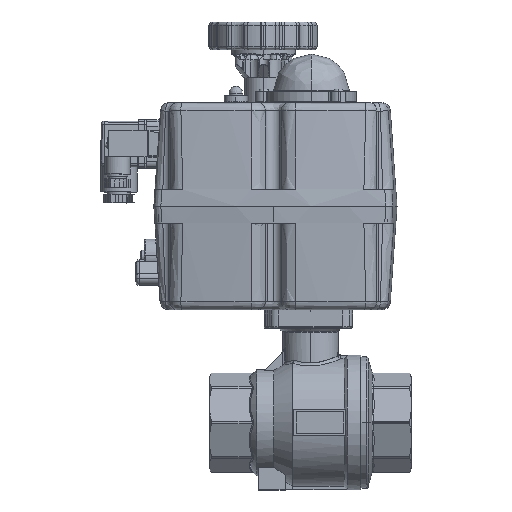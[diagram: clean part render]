
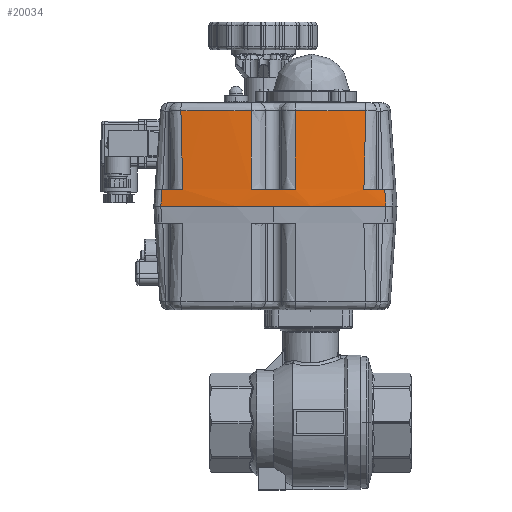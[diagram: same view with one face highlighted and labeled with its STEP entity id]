
A CAD part, top view. The second image highlights one B-rep face of the part: STEP entity #20034.
In plain terms, the highlighted conical face has half-angle 4 degrees and reference radius 403.75 mm.
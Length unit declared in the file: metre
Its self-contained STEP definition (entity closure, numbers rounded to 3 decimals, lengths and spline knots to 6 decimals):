
#1914 = VERTEX_POINT ( 'NONE', #34183 ) ;
#2183 = EDGE_CURVE ( 'NONE', #99611, #3588, #47345, .T. ) ;
#3137 = CARTESIAN_POINT ( 'NONE',  ( -0.110967, 0.064868, 0.170931 ) ) ;
#3588 = VERTEX_POINT ( 'NONE', #26910 ) ;
#4466 = CIRCLE ( 'NONE', #95665, 0.403051 ) ;
#4610 = CARTESIAN_POINT ( 'NONE',  ( 0.009787, 0.100481, 0.170233 ) ) ;
#6262 = ORIENTED_EDGE ( 'NONE', *, *, #86399, .T. ) ;
#7390 = ORIENTED_EDGE ( 'NONE', *, *, #42925, .T. ) ;
#9796 = ORIENTED_EDGE ( 'NONE', *, *, #28106, .T. ) ;
#16997 = CARTESIAN_POINT ( 'NONE',  ( -0.044601, 0.068201, -0.226854 ) ) ;
#17442 = ORIENTED_EDGE ( 'NONE', *, *, #132676, .T. ) ;
#17682 = CARTESIAN_POINT ( 'NONE',  ( 0.022236, 0.058201, 0.171325 ) ) ;
#20034 = ADVANCED_FACE ( 'NONE', ( #123041 ), #108947, .T. ) ;
#23336 = CARTESIAN_POINT ( 'NONE',  ( -0.044601, 0.068201, -0.226854 ) ) ;
#26910 = CARTESIAN_POINT ( 'NONE',  ( 0.009214, 0.068201, 0.172588 ) ) ;
#27909 = CARTESIAN_POINT ( 'NONE',  ( -0.111439, 0.058201, 0.171325 ) ) ;
#28023 = CARTESIAN_POINT ( 'NONE',  ( -0.098415, 0.068201, 0.172588 ) ) ;
#28106 = EDGE_CURVE ( 'NONE', #38445, #99611, #127555, .T. ) ;
#28940 = CARTESIAN_POINT ( 'NONE',  ( -0.05763, 0.099434, 0.173801 ) ) ;
#29535 = CARTESIAN_POINT ( 'NONE',  ( -0.098623, 0.084872, 0.171384 ) ) ;
#31143 = CARTESIAN_POINT ( 'NONE',  ( -0.044601, 0.058201, -0.226854 ) ) ;
#31146 = CARTESIAN_POINT ( 'NONE',  ( -0.031572, 0.099434, 0.173801 ) ) ;
#34183 = CARTESIAN_POINT ( 'NONE',  ( -0.099511, 0.11505, 0.169132 ) ) ;
#37508 = ORIENTED_EDGE ( 'NONE', *, *, #52127, .T. ) ;
#37593 = CARTESIAN_POINT ( 'NONE',  ( -0.057628, 0.068201, 0.175986 ) ) ;
#38445 = VERTEX_POINT ( 'NONE', #17682 ) ;
#38971 = DIRECTION ( 'NONE',  ( 1., 0., 0. ) ) ;
#39684 = B_SPLINE_CURVE_WITH_KNOTS ( 'NONE', 3,
 ( #100615, #31146, #137016, #68137 ),
 .UNSPECIFIED., .F., .F.,
 ( 4, 4 ),
 ( 0., 1. ),
 .UNSPECIFIED. ) ;
#40842 = VERTEX_POINT ( 'NONE', #138833 ) ;
#42925 = EDGE_CURVE ( 'NONE', #96697, #76524, #59220, .T. ) ;
#43607 = B_SPLINE_CURVE_WITH_KNOTS ( 'NONE', 3,
 ( #148374, #109702, #4610, #52493 ),
 .UNSPECIFIED., .F., .F.,
 ( 4, 4 ),
 ( 0., 1. ),
 .UNSPECIFIED. ) ;
#47345 = CIRCLE ( 'NONE', #111388, 0.403051 ) ;
#47371 = CARTESIAN_POINT ( 'NONE',  ( -0.098989, 0.100488, 0.170232 ) ) ;
#49224 = CARTESIAN_POINT ( 'NONE',  ( -0.031573, 0.068201, 0.175986 ) ) ;
#49499 = DIRECTION ( 'NONE',  ( 0., -1., 0. ) ) ;
#50250 = CARTESIAN_POINT ( 'NONE',  ( -0.110732, 0.068201, 0.170734 ) ) ;
#50263 = CARTESIAN_POINT ( 'NONE',  ( -0.044601, 0.11505, -0.226854 ) ) ;
#50478 = DIRECTION ( 'NONE',  ( 0., 1., 0. ) ) ;
#50656 = EDGE_LOOP ( 'NONE', ( #136905, #78413, #7390, #51896, #17442, #67240, #6262, #37508, #138274, #113442, #137497, #9796 ) ) ;
#51896 = ORIENTED_EDGE ( 'NONE', *, *, #153009, .T. ) ;
#52127 = EDGE_CURVE ( 'NONE', #1914, #70682, #133953, .T. ) ;
#52493 = CARTESIAN_POINT ( 'NONE',  ( 0.010309, 0.11505, 0.169132 ) ) ;
#57107 = CARTESIAN_POINT ( 'NONE',  ( -0.044601, 0.068201, -0.226854 ) ) ;
#59220 = CIRCLE ( 'NONE', #103676, 0.399775 ) ;
#61603 = CARTESIAN_POINT ( 'NONE',  ( 0.022021, 0.061535, 0.171125 ) ) ;
#61680 = DIRECTION ( 'NONE',  ( 1., 0., 0. ) ) ;
#61980 = CIRCLE ( 'NONE', #106342, 0.403051 ) ;
#65105 = EDGE_CURVE ( 'NONE', #113455, #38445, #73905, .T. ) ;
#67240 = ORIENTED_EDGE ( 'NONE', *, *, #91544, .T. ) ;
#68137 = CARTESIAN_POINT ( 'NONE',  ( -0.031573, 0.068201, 0.175986 ) ) ;
#69444 = CARTESIAN_POINT ( 'NONE',  ( -0.098415, 0.068201, 0.172588 ) ) ;
#70682 = VERTEX_POINT ( 'NONE', #69444 ) ;
#71288 = EDGE_CURVE ( 'NONE', #40842, #113455, #144494, .T. ) ;
#71506 = AXIS2_PLACEMENT_3D ( 'NONE', #130540, #81779, #61680 ) ;
#73427 = DIRECTION ( 'NONE',  ( 1., 0., 0. ) ) ;
#73905 = CIRCLE ( 'NONE', #148153, 0.40375 ) ;
#75862 = DIRECTION ( 'NONE',  ( 0., -1., 0. ) ) ;
#76524 = VERTEX_POINT ( 'NONE', #99766 ) ;
#78413 = ORIENTED_EDGE ( 'NONE', *, *, #124216, .T. ) ;
#78803 = CIRCLE ( 'NONE', #71506, 0.399775 ) ;
#81779 = DIRECTION ( 'NONE',  ( 0., -1., 0. ) ) ;
#82849 = EDGE_CURVE ( 'NONE', #70682, #40842, #4466, .T. ) ;
#83656 = B_SPLINE_CURVE_WITH_KNOTS ( 'NONE', 3,
 ( #122366, #145623, #28940, #88299 ),
 .UNSPECIFIED., .F., .F.,
 ( 4, 4 ),
 ( 0., 1. ),
 .UNSPECIFIED. ) ;
#86399 = EDGE_CURVE ( 'NONE', #149551, #1914, #78803, .T. ) ;
#88299 = CARTESIAN_POINT ( 'NONE',  ( -0.05763, 0.11505, 0.172708 ) ) ;
#88433 = CARTESIAN_POINT ( 'NONE',  ( 0.010309, 0.11505, 0.169132 ) ) ;
#91544 = EDGE_CURVE ( 'NONE', #104351, #149551, #83656, .T. ) ;
#91863 = DIRECTION ( 'NONE',  ( 0., -1., 0. ) ) ;
#95665 = AXIS2_PLACEMENT_3D ( 'NONE', #16997, #110486, #98078 ) ;
#96569 = AXIS2_PLACEMENT_3D ( 'NONE', #31143, #75862, #101355 ) ;
#96697 = VERTEX_POINT ( 'NONE', #88433 ) ;
#98078 = DIRECTION ( 'NONE',  ( 1., 0., 0. ) ) ;
#99611 = VERTEX_POINT ( 'NONE', #119947 ) ;
#99766 = CARTESIAN_POINT ( 'NONE',  ( -0.031572, 0.11505, 0.172708 ) ) ;
#100615 = CARTESIAN_POINT ( 'NONE',  ( -0.031572, 0.11505, 0.172708 ) ) ;
#101355 = DIRECTION ( 'NONE',  ( 0., 0., -1. ) ) ;
#103676 = AXIS2_PLACEMENT_3D ( 'NONE', #50263, #49499, #144606 ) ;
#104351 = VERTEX_POINT ( 'NONE', #37593 ) ;
#106342 = AXIS2_PLACEMENT_3D ( 'NONE', #23336, #132206, #73427 ) ;
#108756 = CARTESIAN_POINT ( 'NONE',  ( 0.021593, 0.068201, 0.170724 ) ) ;
#108947 = CONICAL_SURFACE ( 'NONE', #96569, 0.40375, 0.07 ) ;
#109521 = CARTESIAN_POINT ( 'NONE',  ( 0.021807, 0.064868, 0.170925 ) ) ;
#109702 = CARTESIAN_POINT ( 'NONE',  ( 0.009421, 0.084865, 0.171384 ) ) ;
#109978 = CARTESIAN_POINT ( 'NONE',  ( -0.044601, 0.058201, -0.226854 ) ) ;
#110486 = DIRECTION ( 'NONE',  ( 0., -1., 0. ) ) ;
#111388 = AXIS2_PLACEMENT_3D ( 'NONE', #57107, #91863, #128987 ) ;
#113442 = ORIENTED_EDGE ( 'NONE', *, *, #71288, .T. ) ;
#113455 = VERTEX_POINT ( 'NONE', #116630 ) ;
#116245 = CARTESIAN_POINT ( 'NONE',  ( -0.05763, 0.11505, 0.172708 ) ) ;
#116630 = CARTESIAN_POINT ( 'NONE',  ( -0.111439, 0.058201, 0.171325 ) ) ;
#119947 = CARTESIAN_POINT ( 'NONE',  ( 0.021593, 0.068201, 0.170724 ) ) ;
#121113 = CARTESIAN_POINT ( 'NONE',  ( 0.022236, 0.058201, 0.171325 ) ) ;
#122366 = CARTESIAN_POINT ( 'NONE',  ( -0.057628, 0.068201, 0.175986 ) ) ;
#123041 = FACE_OUTER_BOUND ( 'NONE', #50656, .T. ) ;
#124216 = EDGE_CURVE ( 'NONE', #3588, #96697, #43607, .T. ) ;
#127555 = B_SPLINE_CURVE_WITH_KNOTS ( 'NONE', 3,
 ( #121113, #61603, #109521, #108756 ),
 .UNSPECIFIED., .F., .F.,
 ( 4, 4 ),
 ( 0., 1. ),
 .UNSPECIFIED. ) ;
#128987 = DIRECTION ( 'NONE',  ( 1., 0., 0. ) ) ;
#129258 = CARTESIAN_POINT ( 'NONE',  ( -0.099511, 0.11505, 0.169132 ) ) ;
#130540 = CARTESIAN_POINT ( 'NONE',  ( -0.044601, 0.11505, -0.226854 ) ) ;
#132206 = DIRECTION ( 'NONE',  ( 0., -1., 0. ) ) ;
#132676 = EDGE_CURVE ( 'NONE', #137867, #104351, #61980, .T. ) ;
#132948 = CARTESIAN_POINT ( 'NONE',  ( -0.111203, 0.061535, 0.171128 ) ) ;
#133953 = B_SPLINE_CURVE_WITH_KNOTS ( 'NONE', 3,
 ( #129258, #47371, #29535, #28023 ),
 .UNSPECIFIED., .F., .F.,
 ( 4, 4 ),
 ( 0., 1. ),
 .UNSPECIFIED. ) ;
#136905 = ORIENTED_EDGE ( 'NONE', *, *, #2183, .T. ) ;
#137016 = CARTESIAN_POINT ( 'NONE',  ( -0.031573, 0.083818, 0.174893 ) ) ;
#137497 = ORIENTED_EDGE ( 'NONE', *, *, #65105, .T. ) ;
#137867 = VERTEX_POINT ( 'NONE', #49224 ) ;
#138274 = ORIENTED_EDGE ( 'NONE', *, *, #82849, .T. ) ;
#138833 = CARTESIAN_POINT ( 'NONE',  ( -0.110732, 0.068201, 0.170734 ) ) ;
#144494 = B_SPLINE_CURVE_WITH_KNOTS ( 'NONE', 3,
 ( #50250, #3137, #132948, #27909 ),
 .UNSPECIFIED., .F., .F.,
 ( 4, 4 ),
 ( 0., 1. ),
 .UNSPECIFIED. ) ;
#144606 = DIRECTION ( 'NONE',  ( 1., 0., 0. ) ) ;
#145623 = CARTESIAN_POINT ( 'NONE',  ( -0.057629, 0.083818, 0.174893 ) ) ;
#148153 = AXIS2_PLACEMENT_3D ( 'NONE', #109978, #50478, #38971 ) ;
#148374 = CARTESIAN_POINT ( 'NONE',  ( 0.009214, 0.068201, 0.172588 ) ) ;
#149551 = VERTEX_POINT ( 'NONE', #116245 ) ;
#153009 = EDGE_CURVE ( 'NONE', #76524, #137867, #39684, .T. ) ;
